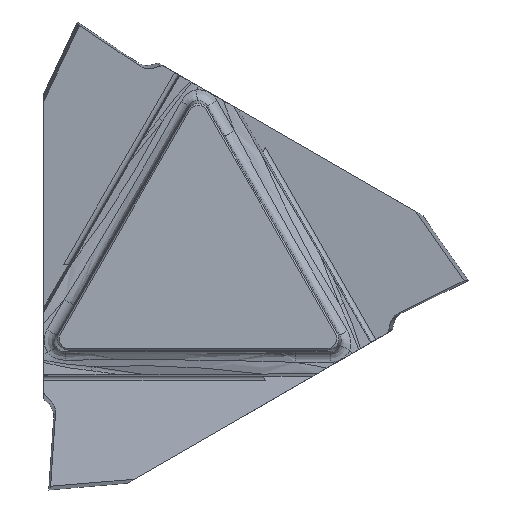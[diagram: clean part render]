
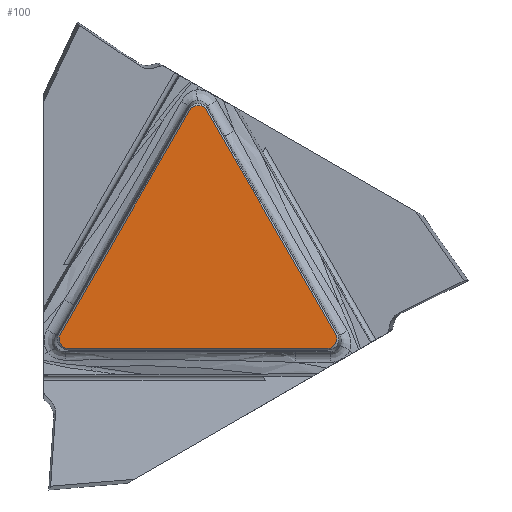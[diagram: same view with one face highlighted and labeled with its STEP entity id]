
A CAD part, left-side view. The second image highlights one B-rep face of the part: STEP entity #100.
In plain terms, the highlighted planar face has unit normal (-1, 0, 0).
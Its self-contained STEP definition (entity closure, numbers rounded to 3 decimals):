
#100=ADVANCED_FACE('',(#215),#177,.T.);
#177=PLANE('',#1428);
#215=FACE_OUTER_BOUND('',#292,.T.);
#292=EDGE_LOOP('',(#417,#418,#419,#420,#421,#422));
#417=ORIENTED_EDGE('',*,*,#954,.T.);
#418=ORIENTED_EDGE('',*,*,#955,.T.);
#419=ORIENTED_EDGE('',*,*,#956,.T.);
#420=ORIENTED_EDGE('',*,*,#957,.T.);
#421=ORIENTED_EDGE('',*,*,#958,.T.);
#422=ORIENTED_EDGE('',*,*,#959,.T.);
#825=VERTEX_POINT('',#1957);
#826=VERTEX_POINT('',#1958);
#827=VERTEX_POINT('',#1960);
#828=VERTEX_POINT('',#1965);
#829=VERTEX_POINT('',#1967);
#830=VERTEX_POINT('',#1972);
#954=EDGE_CURVE('',#825,#826,#1348,.T.);
#955=EDGE_CURVE('',#826,#827,#1151,.T.);
#956=EDGE_CURVE('',#827,#828,#1349,.T.);
#957=EDGE_CURVE('',#828,#829,#1152,.T.);
#958=EDGE_CURVE('',#829,#830,#1350,.T.);
#959=EDGE_CURVE('',#830,#825,#1153,.T.);
#1151=LINE('',#1959,#1253);
#1152=LINE('',#1966,#1254);
#1153=LINE('',#1973,#1255);
#1253=VECTOR('',#1568,1.);
#1254=VECTOR('',#1569,1.);
#1255=VECTOR('',#1570,1.);
#1348=B_SPLINE_CURVE_WITH_KNOTS('',3,(#1953,#1954,#1955,#1956),
 .UNSPECIFIED.,.F.,.F.,(4,4),(0.,1.),.UNSPECIFIED.);
#1349=B_SPLINE_CURVE_WITH_KNOTS('',3,(#1961,#1962,#1963,#1964),
 .UNSPECIFIED.,.F.,.F.,(4,4),(0.,1.),.UNSPECIFIED.);
#1350=B_SPLINE_CURVE_WITH_KNOTS('',3,(#1968,#1969,#1970,#1971),
 .UNSPECIFIED.,.F.,.F.,(4,4),(0.,1.),.UNSPECIFIED.);
#1428=AXIS2_PLACEMENT_3D('',#1974,#1571,#1572);
#1568=DIRECTION('',(0.,0.5,0.866));
#1569=DIRECTION('',(0.,0.5,-0.866));
#1570=DIRECTION('',(0.,-1.,0.));
#1571=DIRECTION('',(-1.,0.,0.));
#1572=DIRECTION('',(0.,0.,-1.));
#1953=CARTESIAN_POINT('',(-5.54,-5.976,-3.876));
#1954=CARTESIAN_POINT('',(-5.54,-6.286,-3.877));
#1955=CARTESIAN_POINT('',(-5.54,-6.485,-3.479));
#1956=CARTESIAN_POINT('',(-5.54,-6.345,-3.237));
#1957=CARTESIAN_POINT('',(-5.54,-5.976,-3.876));
#1958=CARTESIAN_POINT('',(-5.54,-6.345,-3.237));
#1959=CARTESIAN_POINT('',(-5.54,-6.343,-3.234));
#1960=CARTESIAN_POINT('',(-5.54,-0.369,7.114));
#1961=CARTESIAN_POINT('',(-5.54,-0.369,7.114));
#1962=CARTESIAN_POINT('',(-5.54,-0.214,7.382));
#1963=CARTESIAN_POINT('',(-5.54,0.23,7.356));
#1964=CARTESIAN_POINT('',(-5.54,0.369,7.114));
#1965=CARTESIAN_POINT('',(-5.54,0.369,7.114));
#1966=CARTESIAN_POINT('',(-5.54,0.371,7.11));
#1967=CARTESIAN_POINT('',(-5.54,6.345,-3.237));
#1968=CARTESIAN_POINT('',(-5.54,6.345,-3.237));
#1969=CARTESIAN_POINT('',(-5.54,6.5,-3.506));
#1970=CARTESIAN_POINT('',(-5.54,6.255,-3.877));
#1971=CARTESIAN_POINT('',(-5.54,5.976,-3.876));
#1972=CARTESIAN_POINT('',(-5.54,5.976,-3.876));
#1973=CARTESIAN_POINT('',(-5.54,5.972,-3.876));
#1974=CARTESIAN_POINT('',(-5.54,0.,0.));
